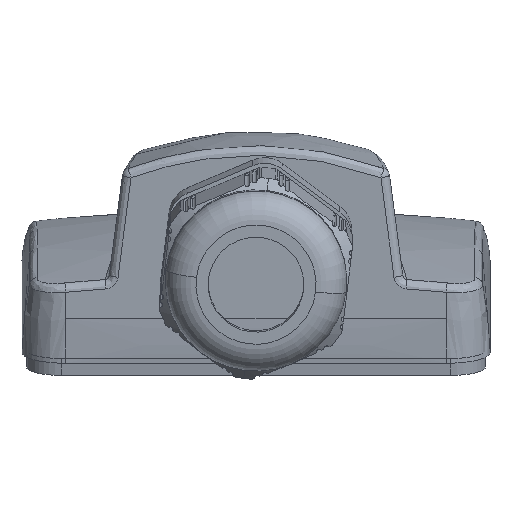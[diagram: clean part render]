
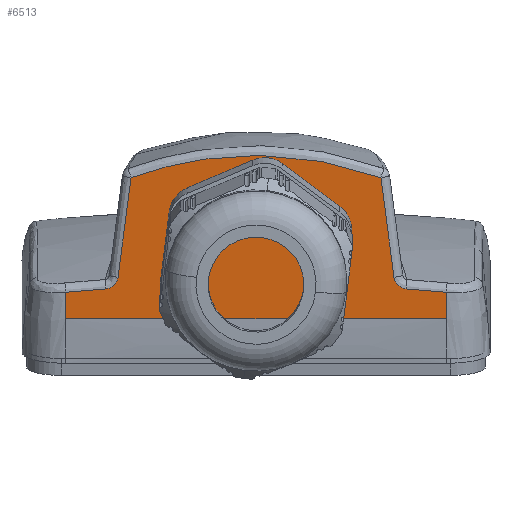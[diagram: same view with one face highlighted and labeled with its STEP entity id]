
A CAD part, front view. The second image highlights one B-rep face of the part: STEP entity #6513.
In plain terms, the highlighted planar face has unit normal (0, 0.993, 0.122).
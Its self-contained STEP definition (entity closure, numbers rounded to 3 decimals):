
#6390=AXIS2_PLACEMENT_3D('Plane Axis2P3D',#6387,#6388,#6389) ;
#6353=CARTESIAN_POINT('Vertex',(43.5,-56.539,10.355)) ;
#6372=CARTESIAN_POINT('Vertex',(-43.5,-56.539,10.355)) ;
#6375=CARTESIAN_POINT('Line Origine',(0.,-56.539,10.355)) ;
#6387=CARTESIAN_POINT('Axis2P3D Location',(0.,-61.858,53.677)) ;
#6393=CARTESIAN_POINT('Control Point',(-34.352,-57.371,17.131)) ;
#6394=CARTESIAN_POINT('Control Point',(-36.183,-57.354,16.993)) ;
#6395=CARTESIAN_POINT('Control Point',(-38.014,-57.336,16.845)) ;
#6396=CARTESIAN_POINT('Control Point',(-39.843,-57.317,16.689)) ;
#6397=CARTESIAN_POINT('Control Point',(-41.672,-57.297,16.524)) ;
#6398=CARTESIAN_POINT('Control Point',(-43.5,-57.275,16.349)) ;
#6399=CARTESIAN_POINT('Vertex',(-43.5,-57.275,16.349)) ;
#6401=CARTESIAN_POINT('Vertex',(-34.352,-57.371,17.131)) ;
#6405=CARTESIAN_POINT('Control Point',(-34.352,-57.371,17.131)) ;
#6406=CARTESIAN_POINT('Control Point',(-34.269,-57.372,17.137)) ;
#6407=CARTESIAN_POINT('Control Point',(-34.186,-57.373,17.146)) ;
#6408=CARTESIAN_POINT('Control Point',(-34.103,-57.375,17.158)) ;
#6409=CARTESIAN_POINT('Control Point',(-33.771,-57.382,17.218)) ;
#6410=CARTESIAN_POINT('Control Point',(-33.45,-57.395,17.324)) ;
#6411=CARTESIAN_POINT('Control Point',(-33.218,-57.408,17.428)) ;
#6412=CARTESIAN_POINT('Control Point',(-32.778,-57.439,17.684)) ;
#6413=CARTESIAN_POINT('Control Point',(-32.401,-57.481,18.021)) ;
#6414=CARTESIAN_POINT('Control Point',(-32.23,-57.504,18.21)) ;
#6415=CARTESIAN_POINT('Control Point',(-31.93,-57.554,18.616)) ;
#6416=CARTESIAN_POINT('Control Point',(-31.719,-57.61,19.073)) ;
#6417=CARTESIAN_POINT('Control Point',(-31.638,-57.639,19.311)) ;
#6418=CARTESIAN_POINT('Control Point',(-31.581,-57.669,19.554)) ;
#6419=CARTESIAN_POINT('Control Point',(-31.549,-57.699,19.802)) ;
#6420=CARTESIAN_POINT('Vertex',(-31.549,-57.699,19.802)) ;
#6424=CARTESIAN_POINT('Control Point',(-28.561,-60.496,42.583)) ;
#6425=CARTESIAN_POINT('Control Point',(-29.164,-59.944,38.083)) ;
#6426=CARTESIAN_POINT('Control Point',(-29.765,-59.388,33.554)) ;
#6427=CARTESIAN_POINT('Control Point',(-30.362,-58.828,28.997)) ;
#6428=CARTESIAN_POINT('Control Point',(-30.957,-58.265,24.412)) ;
#6429=CARTESIAN_POINT('Control Point',(-31.549,-57.699,19.802)) ;
#6430=CARTESIAN_POINT('Vertex',(-28.561,-60.496,42.583)) ;
#6434=CARTESIAN_POINT('Control Point',(28.561,-60.496,42.582)) ;
#6435=CARTESIAN_POINT('Control Point',(24.42,-60.677,44.058)) ;
#6436=CARTESIAN_POINT('Control Point',(20.192,-60.83,45.297)) ;
#6437=CARTESIAN_POINT('Control Point',(15.889,-60.949,46.273)) ;
#6438=CARTESIAN_POINT('Control Point',(8.666,-61.09,47.414)) ;
#6439=CARTESIAN_POINT('Control Point',(1.362,-61.129,47.738)) ;
#6440=CARTESIAN_POINT('Control Point',(-1.539,-61.129,47.735)) ;
#6441=CARTESIAN_POINT('Control Point',(-8.806,-61.087,47.396)) ;
#6442=CARTESIAN_POINT('Control Point',(-15.998,-60.946,46.249)) ;
#6443=CARTESIAN_POINT('Control Point',(-20.265,-60.827,45.276)) ;
#6444=CARTESIAN_POINT('Control Point',(-24.456,-60.676,44.045)) ;
#6445=CARTESIAN_POINT('Control Point',(-28.561,-60.496,42.583)) ;
#6446=CARTESIAN_POINT('Vertex',(28.561,-60.496,42.582)) ;
#6450=CARTESIAN_POINT('Control Point',(28.561,-60.496,42.582)) ;
#6451=CARTESIAN_POINT('Control Point',(29.067,-60.033,38.813)) ;
#6452=CARTESIAN_POINT('Control Point',(29.57,-59.568,35.022)) ;
#6453=CARTESIAN_POINT('Control Point',(30.071,-59.1,31.211)) ;
#6454=CARTESIAN_POINT('Control Point',(30.667,-58.539,26.64)) ;
#6455=CARTESIAN_POINT('Control Point',(31.261,-57.974,22.043)) ;
#6456=CARTESIAN_POINT('Control Point',(31.357,-57.883,21.297)) ;
#6457=CARTESIAN_POINT('Control Point',(31.453,-57.791,20.55)) ;
#6458=CARTESIAN_POINT('Control Point',(31.549,-57.699,19.802)) ;
#6459=CARTESIAN_POINT('Vertex',(31.549,-57.699,19.802)) ;
#6463=CARTESIAN_POINT('Control Point',(31.549,-57.699,19.802)) ;
#6464=CARTESIAN_POINT('Control Point',(31.56,-57.689,19.719)) ;
#6465=CARTESIAN_POINT('Control Point',(31.573,-57.679,19.636)) ;
#6466=CARTESIAN_POINT('Control Point',(31.589,-57.669,19.554)) ;
#6467=CARTESIAN_POINT('Control Point',(31.667,-57.628,19.225)) ;
#6468=CARTESIAN_POINT('Control Point',(31.788,-57.59,18.909)) ;
#6469=CARTESIAN_POINT('Control Point',(31.904,-57.562,18.682)) ;
#6470=CARTESIAN_POINT('Control Point',(32.18,-57.509,18.254)) ;
#6471=CARTESIAN_POINT('Control Point',(32.538,-57.465,17.891)) ;
#6472=CARTESIAN_POINT('Control Point',(32.735,-57.445,17.728)) ;
#6473=CARTESIAN_POINT('Control Point',(33.153,-57.411,17.451)) ;
#6474=CARTESIAN_POINT('Control Point',(33.622,-57.387,17.262)) ;
#6475=CARTESIAN_POINT('Control Point',(33.86,-57.379,17.193)) ;
#6476=CARTESIAN_POINT('Control Point',(34.105,-57.374,17.149)) ;
#6477=CARTESIAN_POINT('Control Point',(34.352,-57.371,17.131)) ;
#6478=CARTESIAN_POINT('Vertex',(34.352,-57.371,17.131)) ;
#6482=CARTESIAN_POINT('Control Point',(43.5,-57.275,16.349)) ;
#6483=CARTESIAN_POINT('Control Point',(41.672,-57.297,16.524)) ;
#6484=CARTESIAN_POINT('Control Point',(39.843,-57.317,16.689)) ;
#6485=CARTESIAN_POINT('Control Point',(38.014,-57.336,16.845)) ;
#6486=CARTESIAN_POINT('Control Point',(36.183,-57.354,16.993)) ;
#6487=CARTESIAN_POINT('Control Point',(34.352,-57.371,17.131)) ;
#6488=CARTESIAN_POINT('Vertex',(43.5,-57.275,16.349)) ;
#6491=CARTESIAN_POINT('Line Origine',(43.5,-56.907,13.352)) ;
#6496=CARTESIAN_POINT('Line Origine',(-43.5,-56.907,13.352)) ;
#6376=DIRECTION('Vector Direction',(1.,0.,0.)) ;
#6388=DIRECTION('Axis2P3D Direction',(0.,-0.993,-0.122)) ;
#6389=DIRECTION('Axis2P3D XDirection',(0.,0.122,-0.993)) ;
#6492=DIRECTION('Vector Direction',(0.,0.122,-0.993)) ;
#6497=DIRECTION('Vector Direction',(0.,0.122,-0.993)) ;
#6377=VECTOR('Line Direction',#6376,1.) ;
#6493=VECTOR('Line Direction',#6492,1.) ;
#6498=VECTOR('Line Direction',#6497,1.) ;
#6502=ORIENTED_EDGE('',*,*,#6403,.T.) ;
#6503=ORIENTED_EDGE('',*,*,#6422,.T.) ;
#6504=ORIENTED_EDGE('',*,*,#6432,.T.) ;
#6505=ORIENTED_EDGE('',*,*,#6448,.T.) ;
#6506=ORIENTED_EDGE('',*,*,#6461,.T.) ;
#6507=ORIENTED_EDGE('',*,*,#6480,.T.) ;
#6508=ORIENTED_EDGE('',*,*,#6490,.T.) ;
#6509=ORIENTED_EDGE('',*,*,#6495,.T.) ;
#6510=ORIENTED_EDGE('',*,*,#6379,.F.) ;
#6511=ORIENTED_EDGE('',*,*,#6500,.F.) ;
#6513=ADVANCED_FACE('Surface.5',(#6512),#6391,.F.) ;
#6392=B_SPLINE_CURVE_WITH_KNOTS('',5,(#6393,#6394,#6395,#6396,#6397,#6398),.UNSPECIFIED.,.F.,.U.,(6,6),(152.416,165.389),.UNSPECIFIED.) ;
#6404=B_SPLINE_CURVE_WITH_KNOTS('',5,(#6405,#6406,#6407,#6408,#6409,#6410,#6411,#6412,#6413,#6414,#6415,#6416,#6417,#6418,#6419),.UNSPECIFIED.,.F.,.U.,(6,3,3,3,6),(4.305,4.738,6.062,7.409,8.741),.UNSPECIFIED.) ;
#6423=B_SPLINE_CURVE_WITH_KNOTS('',5,(#6424,#6425,#6426,#6427,#6428,#6429),.UNSPECIFIED.,.F.,.U.,(6,6),(24.014,57.49),.UNSPECIFIED.) ;
#6433=B_SPLINE_CURVE_WITH_KNOTS('',5,(#6434,#6435,#6436,#6437,#6438,#6439,#6440,#6441,#6442,#6443,#6444,#6445),.UNSPECIFIED.,.F.,.U.,(6,3,3,6),(50.714,81.588,101.878,132.462),.UNSPECIFIED.) ;
#6449=B_SPLINE_CURVE_WITH_KNOTS('',5,(#6450,#6451,#6452,#6453,#6454,#6455,#6456,#6457,#6458),.UNSPECIFIED.,.F.,.U.,(6,3,6),(24.013,52.057,57.486),.UNSPECIFIED.) ;
#6462=B_SPLINE_CURVE_WITH_KNOTS('',5,(#6463,#6464,#6465,#6466,#6467,#6468,#6469,#6470,#6471,#6472,#6473,#6474,#6475,#6476,#6477),.UNSPECIFIED.,.F.,.U.,(6,3,3,3,6),(4.341,4.789,6.144,7.491,8.777),.UNSPECIFIED.) ;
#6481=B_SPLINE_CURVE_WITH_KNOTS('',5,(#6482,#6483,#6484,#6485,#6486,#6487),.UNSPECIFIED.,.F.,.U.,(6,6),(42.355,55.328),.UNSPECIFIED.) ;
#6379=EDGE_CURVE('',#6373,#6354,#6378,.T.) ;
#6403=EDGE_CURVE('',#6400,#6402,#6392,.F.) ;
#6422=EDGE_CURVE('',#6402,#6421,#6404,.T.) ;
#6432=EDGE_CURVE('',#6421,#6431,#6423,.F.) ;
#6448=EDGE_CURVE('',#6431,#6447,#6433,.F.) ;
#6461=EDGE_CURVE('',#6447,#6460,#6449,.T.) ;
#6480=EDGE_CURVE('',#6460,#6479,#6462,.T.) ;
#6490=EDGE_CURVE('',#6479,#6489,#6481,.F.) ;
#6495=EDGE_CURVE('',#6489,#6354,#6494,.T.) ;
#6500=EDGE_CURVE('',#6400,#6373,#6499,.T.) ;
#6501=EDGE_LOOP('',(#6502,#6503,#6504,#6505,#6506,#6507,#6508,#6509,#6510,#6511)) ;
#6512=FACE_OUTER_BOUND('',#6501,.T.) ;
#6378=LINE('Line',#6375,#6377) ;
#6494=LINE('Line',#6491,#6493) ;
#6499=LINE('Line',#6496,#6498) ;
#6391=PLANE('',#6390) ;
#6354=VERTEX_POINT('',#6353) ;
#6373=VERTEX_POINT('',#6372) ;
#6400=VERTEX_POINT('',#6399) ;
#6402=VERTEX_POINT('',#6401) ;
#6421=VERTEX_POINT('',#6420) ;
#6431=VERTEX_POINT('',#6430) ;
#6447=VERTEX_POINT('',#6446) ;
#6460=VERTEX_POINT('',#6459) ;
#6479=VERTEX_POINT('',#6478) ;
#6489=VERTEX_POINT('',#6488) ;
